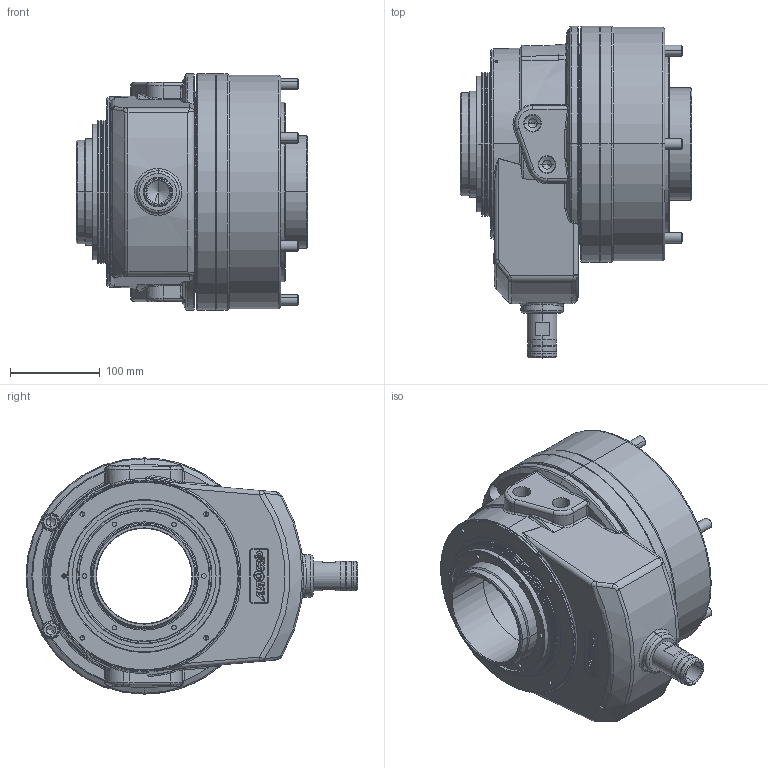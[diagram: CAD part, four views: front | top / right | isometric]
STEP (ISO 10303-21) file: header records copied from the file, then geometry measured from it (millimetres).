
FILE_DESCRIPTION (( 'STEP AP203' ), '1' );
FILE_NAME ('CF-TS-1210.STEP', '2024-08-13T05:58:59', ( '' ), ( '' ), 'SwSTEP 2.0', 'SolidWorks 2020', '' );
FILE_SCHEMA (( 'CONFIG_CONTROL_DESIGN' ));
Length unit declared in the file: millimetre
Products named in the file (9): CF-TS-1210; CF-TS-1210-05000; CF-TS-1210-06000; CF-TS-1210-08000; 圓頭內六角螺栓_M12x35; 圓頭內六角螺栓_M12x100; CF-TS-1210-01000; CF-CT-S08-08000; CF-TS-1210-03000
Assembly tree (24 placements, depth 2):
  CF-TS-1210
    CF-TS-1210-01000
    CF-TS-1210-03000
    CF-TS-1210-05000
    CF-TS-1210-06000
    CF-TS-1210-08000
    圓頭內六角螺栓_M12x35  x12
    圓頭內六角螺栓_M12x100  x6
    CF-CT-S08-08000
Bounding box: 257.5 x 369.5 x 263 mm (x, y, z)
Volume: 6993164.9 mm3; surface area: 1051266.3 mm2
Topology: 24 solids, 24 shells, 1445 faces, 3326 edges, 1946 vertices
Faces by surface type: cylinder 530, plane 444, cone 299, bspline 94, torus 73, sphere 5
Entity records: 36522 total; most frequent: CARTESIAN_POINT 12110, DIRECTION 4931, ORIENTED_EDGE 4676, EDGE_CURVE 2338, AXIS2_PLACEMENT_3D 1994, VERTEX_POINT 1418, EDGE_LOOP 1232, ADVANCED_FACE 1045
